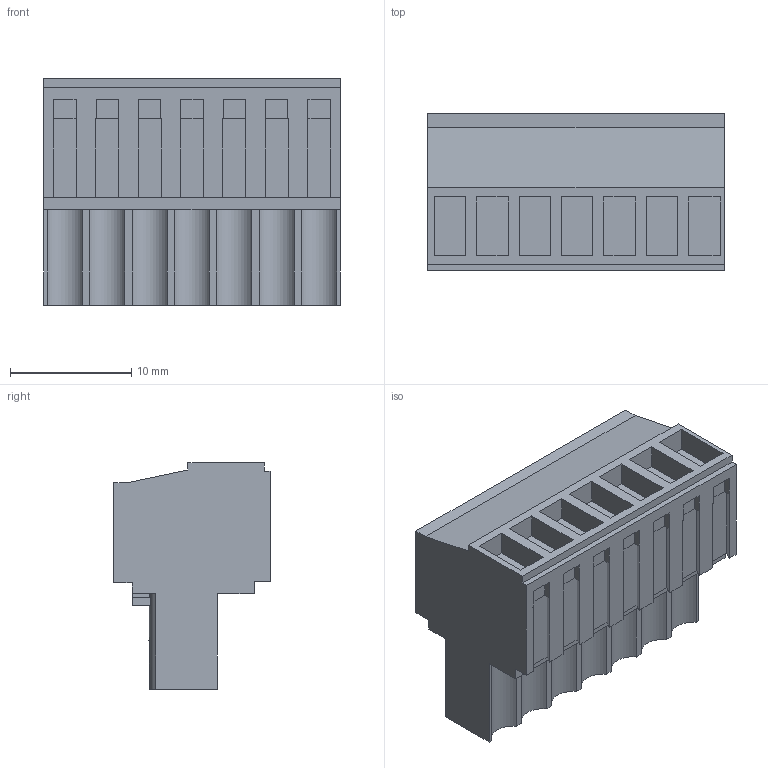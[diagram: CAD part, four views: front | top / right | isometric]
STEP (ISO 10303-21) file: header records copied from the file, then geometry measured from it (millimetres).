
FILE_DESCRIPTION(('CATIA V5 STEP Exchange','CAx-IF Rec.Pracs.--- Model Styling and Organization---1.2---2011-12-15'),'2;1');
FILE_NAME ('D1453065_0_1597410000_1597410000.stp','2017-04-25T09:49:21+00:00',('none'),('Weidmueller'),'CATIA Version 5-6 Release 2014','CATIA V5 STEP AP214','none');
FILE_SCHEMA(('AUTOMOTIVE_DESIGN { 1 0 10303 214 1 1 1 1 }'));
Length unit declared in the file: millimetre
Products named in the file (1): 1597410000
Bounding box: 24.5 x 12.9 x 18.7 mm (x, y, z)
Volume: 3619.8 mm3; surface area: 2963.8 mm2
Topology: 8 solids, 8 shells, 425 faces, 1191 edges, 810 vertices
Faces by surface type: plane 383, cylinder 42
Entity records: 12586 total; most frequent: ORIENTED_EDGE 2382, CARTESIAN_POINT 2250, DIRECTION 1687, EDGE_CURVE 1191, VECTOR 1037, LINE 1037, VERTEX_POINT 810, EDGE_LOOP 453
